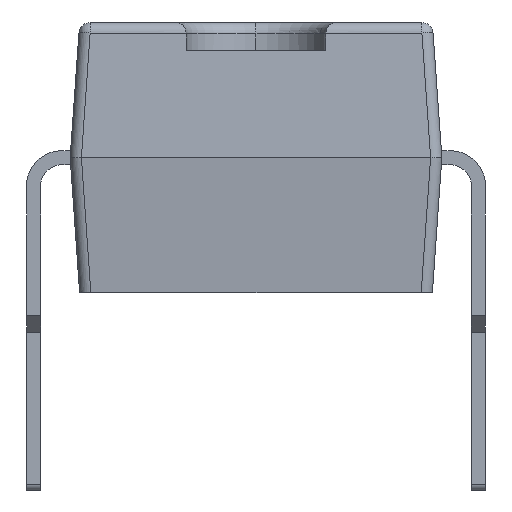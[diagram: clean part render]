
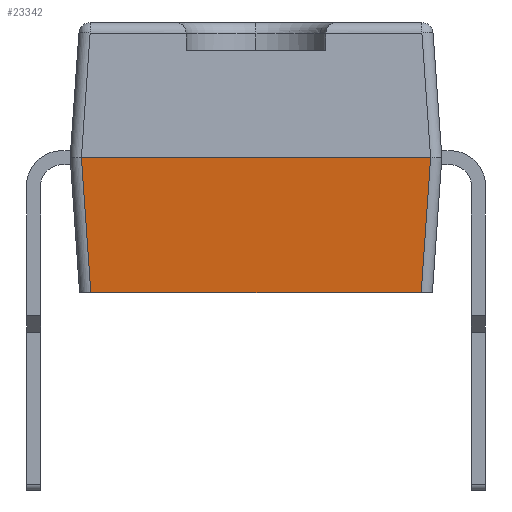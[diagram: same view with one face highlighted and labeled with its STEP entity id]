
A CAD part, left-side view. The second image highlights one B-rep face of the part: STEP entity #23342.
In plain terms, the highlighted planar face has unit normal (-0.998, 0, -0.07).
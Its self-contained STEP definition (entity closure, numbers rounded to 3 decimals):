
#1045 = LINE ( 'NONE', #11087, #26201 ) ;
#1677 = DIRECTION ( 'NONE',  ( 0., -1., 0. ) ) ;
#2060 = FACE_OUTER_BOUND ( 'NONE', #23606, .T. ) ;
#2887 = DIRECTION ( 'NONE',  ( -0.07, 0., 0.998 ) ) ;
#3418 = DIRECTION ( 'NONE',  ( -0.07, -0.07, 0.995 ) ) ;
#3720 = VERTEX_POINT ( 'NONE', #25869 ) ;
#5714 = DIRECTION ( 'NONE',  ( 0., -1., 0. ) ) ;
#7396 = VERTEX_POINT ( 'NONE', #8451 ) ;
#8451 = CARTESIAN_POINT ( 'NONE',  ( -12.95, 3.1, 0. ) ) ;
#9201 = VERTEX_POINT ( 'NONE', #13487 ) ;
#9646 = PLANE ( 'NONE',  #22431 ) ;
#10778 = VERTEX_POINT ( 'NONE', #23007 ) ;
#11087 = CARTESIAN_POINT ( 'NONE',  ( -12.951, 3.101, 0.014 ) ) ;
#11376 = EDGE_CURVE ( 'NONE', #9201, #3720, #20507, .T. ) ;
#12228 = VECTOR ( 'NONE', #5714, 1000. ) ;
#13360 = CARTESIAN_POINT ( 'NONE',  ( -12.95, 3.3, 0. ) ) ;
#13487 = CARTESIAN_POINT ( 'NONE',  ( -12.782, -2.933, -2.4 ) ) ;
#14221 = ORIENTED_EDGE ( 'NONE', *, *, #24333, .T. ) ;
#15302 = CARTESIAN_POINT ( 'NONE',  ( -12.95, 3.3, 0. ) ) ;
#15471 = DIRECTION ( 'NONE',  ( -0.998, 0., -0.07 ) ) ;
#18975 = LINE ( 'NONE', #24005, #19350 ) ;
#19350 = VECTOR ( 'NONE', #1677, 1000. ) ;
#19523 = VECTOR ( 'NONE', #3418, 1000. ) ;
#20507 = LINE ( 'NONE', #23272, #19523 ) ;
#21522 = ORIENTED_EDGE ( 'NONE', *, *, #11376, .T. ) ;
#21664 = ORIENTED_EDGE ( 'NONE', *, *, #22397, .F. ) ;
#22397 = EDGE_CURVE ( 'NONE', #7396, #3720, #22600, .T. ) ;
#22431 = AXIS2_PLACEMENT_3D ( 'NONE', #15302, #15471, #2887 ) ;
#22600 = LINE ( 'NONE', #13360, #12228 ) ;
#23007 = CARTESIAN_POINT ( 'NONE',  ( -12.782, 2.933, -2.4 ) ) ;
#23272 = CARTESIAN_POINT ( 'NONE',  ( -12.919, -3.069, -0.443 ) ) ;
#23342 = ADVANCED_FACE ( 'NONE', ( #2060 ), #9646, .T. ) ;
#23395 = DIRECTION ( 'NONE',  ( 0.07, -0.07, -0.995 ) ) ;
#23606 = EDGE_LOOP ( 'NONE', ( #21664, #14221, #28650, #21522 ) ) ;
#23749 = EDGE_CURVE ( 'NONE', #10778, #9201, #18975, .T. ) ;
#24005 = CARTESIAN_POINT ( 'NONE',  ( -12.782, 0., -2.4 ) ) ;
#24333 = EDGE_CURVE ( 'NONE', #7396, #10778, #1045, .T. ) ;
#25869 = CARTESIAN_POINT ( 'NONE',  ( -12.95, -3.1, 0. ) ) ;
#26201 = VECTOR ( 'NONE', #23395, 1000. ) ;
#28650 = ORIENTED_EDGE ( 'NONE', *, *, #23749, .T. ) ;
